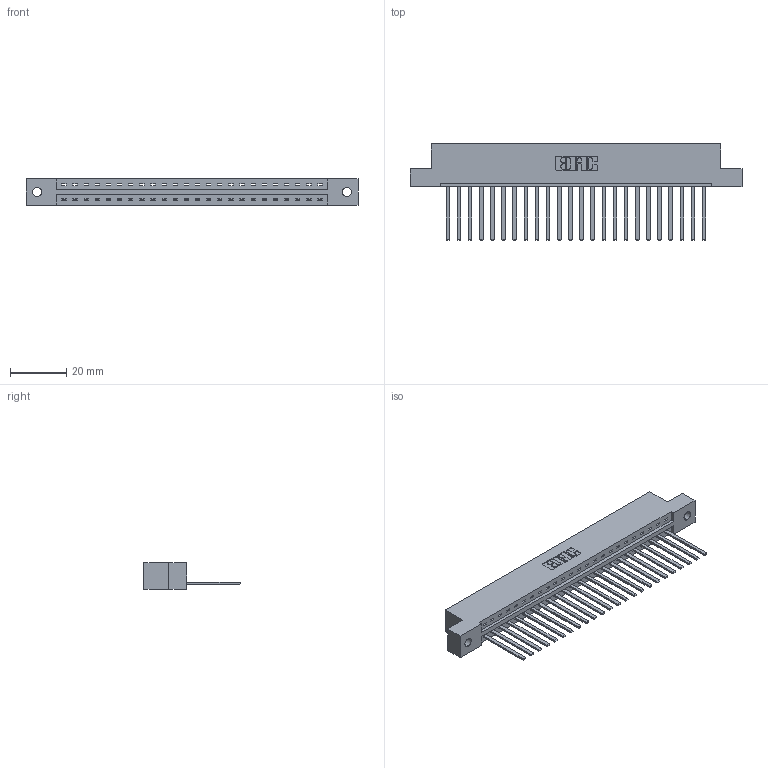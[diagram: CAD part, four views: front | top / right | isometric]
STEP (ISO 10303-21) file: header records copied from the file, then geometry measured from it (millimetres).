
FILE_DESCRIPTION (( 'STEP AP203' ), '1' );
FILE_NAME ('387-024-544-102.STEP', '2019-10-03T11:00:55', ( '' ), ( '' ), 'SwSTEP 2.0', 'SolidWorks 2016', '' );
FILE_SCHEMA (( 'CONFIG_CONTROL_DESIGN' ));
Length unit declared in the file: inch
Products named in the file (3): 345-292-001_345-293-144; 337 Part_Flush Mounting Lugs - 0.128 Dia; 387-024-544-102
Assembly tree (25 placements, depth 2):
  387-024-544-102
    337 Part_Flush Mounting Lugs - 0.128 Dia
    345-292-001_345-293-144  x24
Bounding box: 118.11 x 34.3 x 9.4 mm (x, y, z)
Volume: 12291.6 mm3; surface area: 13246.1 mm2
Topology: 25 solids, 25 shells, 1458 faces, 4391 edges, 2894 vertices
Faces by surface type: plane 1078, cylinder 380
Entity records: 19987 total; most frequent: CARTESIAN_POINT 3486, ORIENTED_EDGE 3446, DIRECTION 2967, EDGE_CURVE 1723, VECTOR 1599, LINE 1599, VERTEX_POINT 1146, AXIS2_PLACEMENT_3D 684
